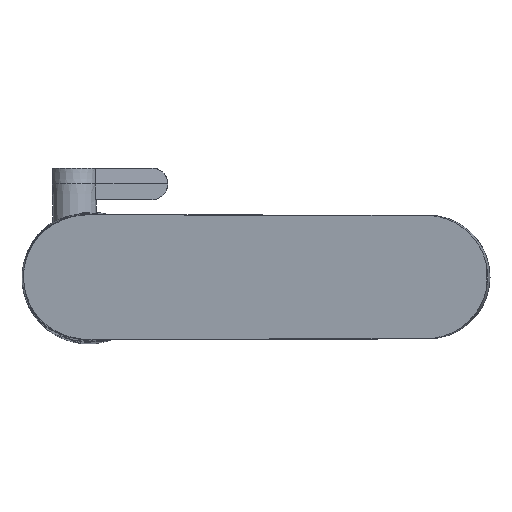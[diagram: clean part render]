
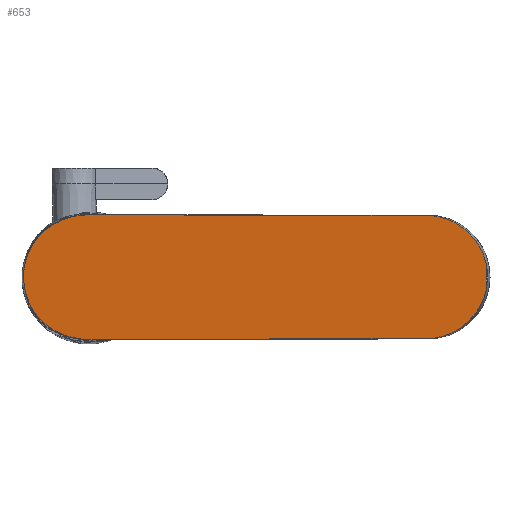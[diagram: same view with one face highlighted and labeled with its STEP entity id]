
A CAD part, top view. The second image highlights one B-rep face of the part: STEP entity #653.
In plain terms, the highlighted free-form (B-spline) face has degree [1, 1] with [2, 2] control points.
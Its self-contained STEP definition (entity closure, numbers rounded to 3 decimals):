
#79=B_SPLINE_SURFACE_WITH_KNOTS('',1,1,((#2153,#2154),(#2155,#2156)),
 .PLANE_SURF.,.F.,.F.,.F.,(2,2),(2,2),(0.005,0.999),
(0.011,0.99),.PIECEWISE_BEZIER_KNOTS.);
#189=ORIENTED_EDGE('',*,*,#325,.T.);
#190=ORIENTED_EDGE('',*,*,#292,.F.);
#191=ORIENTED_EDGE('',*,*,#315,.F.);
#192=ORIENTED_EDGE('',*,*,#318,.F.);
#193=ORIENTED_EDGE('',*,*,#324,.T.);
#194=ORIENTED_EDGE('',*,*,#346,.T.);
#195=ORIENTED_EDGE('',*,*,#347,.T.);
#196=ORIENTED_EDGE('',*,*,#348,.F.);
#197=ORIENTED_EDGE('',*,*,#349,.F.);
#292=EDGE_CURVE('',#392,#390,#462,.T.);
#315=EDGE_CURVE('',#409,#392,#483,.T.);
#318=EDGE_CURVE('',#410,#409,#486,.T.);
#324=EDGE_CURVE('',#410,#415,#492,.T.);
#325=EDGE_CURVE('',#416,#390,#493,.T.);
#346=EDGE_CURVE('',#415,#428,#511,.T.);
#347=EDGE_CURVE('',#428,#429,#512,.T.);
#348=EDGE_CURVE('',#430,#429,#513,.T.);
#349=EDGE_CURVE('',#416,#430,#514,.T.);
#390=VERTEX_POINT('',#913);
#392=VERTEX_POINT('',#933);
#409=VERTEX_POINT('',#1646);
#410=VERTEX_POINT('',#1682);
#415=VERTEX_POINT('',#1766);
#416=VERTEX_POINT('',#1799);
#428=VERTEX_POINT('',#2168);
#429=VERTEX_POINT('',#2173);
#430=VERTEX_POINT('',#2178);
#462=B_SPLINE_CURVE_WITH_KNOTS('',3,(#934,#935,#936,#937),.UNSPECIFIED.,
 .F.,.F.,(4,4),(-0.005,0.),.UNSPECIFIED.);
#483=B_SPLINE_CURVE_WITH_KNOTS('',3,(#1647,#1648,#1649,#1650,#1651,#1652,
#1653,#1654,#1655,#1656,#1657),.UNSPECIFIED.,.F.,.F.,(4,1,1,1,1,1,1,1,4),
(0.,0.004,0.008,0.011,
0.015,0.019,0.023,0.027,
0.031),.UNSPECIFIED.);
#486=B_SPLINE_CURVE_WITH_KNOTS('',3,(#1683,#1684,#1685,#1686),
 .UNSPECIFIED.,.F.,.F.,(4,4),(-0.001,0.12),
 .UNSPECIFIED.);
#492=B_SPLINE_CURVE_WITH_KNOTS('',3,(#1767,#1768,#1769,#1770,#1771,#1772,
#1773,#1774,#1775,#1776,#1777,#1778,#1779),.UNSPECIFIED.,.F.,.F.,(4,1,1,
1,1,1,1,1,1,1,4),(-0.001,0.004,0.006,
0.009,0.014,0.016,0.018,
0.023,0.028,0.033,0.037),
 .UNSPECIFIED.);
#493=B_SPLINE_CURVE_WITH_KNOTS('',3,(#1795,#1796,#1797,#1798),
 .UNSPECIFIED.,.F.,.F.,(4,4),(-0.005,0.),
 .UNSPECIFIED.);
#511=B_SPLINE_CURVE_WITH_KNOTS('',3,(#2157,#2158,#2159,#2160,#2161,#2162,
#2163,#2164,#2165,#2166,#2167),.UNSPECIFIED.,.F.,.F.,(4,1,1,1,1,1,1,1,4),
(0.081,0.086,0.091,0.096,
0.1,0.105,0.11,0.114,
0.119),.UNSPECIFIED.);
#512=B_SPLINE_CURVE_WITH_KNOTS('',3,(#2169,#2170,#2171,#2172),
 .UNSPECIFIED.,.F.,.F.,(4,4),(0.007,0.008),
 .UNSPECIFIED.);
#513=B_SPLINE_CURVE_WITH_KNOTS('',3,(#2174,#2175,#2176,#2177),
 .UNSPECIFIED.,.F.,.F.,(4,4),(0.,0.121),.UNSPECIFIED.);
#514=B_SPLINE_CURVE_WITH_KNOTS('',3,(#2179,#2180,#2181,#2182,#2183,#2184,
#2185,#2186,#2187,#2188,#2189),.UNSPECIFIED.,.F.,.F.,(4,1,1,1,1,1,1,1,4),
(0.,0.004,0.008,0.012,
0.015,0.019,0.023,0.027,
0.031),.UNSPECIFIED.);
#542=EDGE_LOOP('',(#189,#190,#191,#192,#193,#194,#195,#196,#197));
#592=FACE_BOUND('',#542,.T.);
#653=ADVANCED_FACE('',(#592),#79,.T.);
#913=CARTESIAN_POINT('',(144.436,0.,164.447));
#933=CARTESIAN_POINT('',(144.432,4.736,164.446));
#934=CARTESIAN_POINT('',(144.432,4.736,164.446));
#935=CARTESIAN_POINT('',(144.433,3.158,164.446));
#936=CARTESIAN_POINT('',(144.435,1.579,164.446));
#937=CARTESIAN_POINT('',(144.436,0.,164.447));
#1646=CARTESIAN_POINT('',(122.281,22.442,161.726));
#1647=CARTESIAN_POINT('',(122.281,22.442,161.726));
#1648=CARTESIAN_POINT('',(123.566,22.441,161.884));
#1649=CARTESIAN_POINT('',(126.095,22.229,162.195));
#1650=CARTESIAN_POINT('',(129.812,21.28,162.651));
#1651=CARTESIAN_POINT('',(133.322,19.717,163.082));
#1652=CARTESIAN_POINT('',(136.512,17.597,163.474));
#1653=CARTESIAN_POINT('',(139.321,14.952,163.818));
#1654=CARTESIAN_POINT('',(141.632,11.891,164.102));
#1655=CARTESIAN_POINT('',(143.403,8.442,164.32));
#1656=CARTESIAN_POINT('',(144.158,6.002,164.412));
#1657=CARTESIAN_POINT('',(144.432,4.736,164.446));
#1682=CARTESIAN_POINT('',(1.76,22.559,146.928));
#1683=CARTESIAN_POINT('',(1.76,22.559,146.928));
#1684=CARTESIAN_POINT('',(41.934,22.52,151.861));
#1685=CARTESIAN_POINT('',(82.107,22.481,156.793));
#1686=CARTESIAN_POINT('',(122.281,22.442,161.726));
#1766=CARTESIAN_POINT('',(-23.518,-0.001,143.824));
#1767=CARTESIAN_POINT('',(1.76,22.559,146.928));
#1768=CARTESIAN_POINT('',(0.168,22.677,146.733));
#1769=CARTESIAN_POINT('',(-2.212,22.614,146.44));
#1770=CARTESIAN_POINT('',(-5.31,22.085,146.06));
#1771=CARTESIAN_POINT('',(-8.392,21.254,145.682));
#1772=CARTESIAN_POINT('',(-11.298,20.006,145.325));
#1773=CARTESIAN_POINT('',(-13.99,18.353,144.994));
#1774=CARTESIAN_POINT('',(-16.537,16.398,144.682));
#1775=CARTESIAN_POINT('',(-19.215,13.524,144.353));
#1776=CARTESIAN_POINT('',(-21.671,9.357,144.051));
#1777=CARTESIAN_POINT('',(-23.178,4.813,143.866));
#1778=CARTESIAN_POINT('',(-23.527,1.609,143.823));
#1779=CARTESIAN_POINT('',(-23.518,-0.001,143.824));
#1795=CARTESIAN_POINT('',(144.432,-4.736,164.446));
#1796=CARTESIAN_POINT('',(144.433,-3.158,164.446));
#1797=CARTESIAN_POINT('',(144.435,-1.579,164.446));
#1798=CARTESIAN_POINT('',(144.436,0.,164.447));
#1799=CARTESIAN_POINT('',(144.432,-4.736,164.446));
#2153=CARTESIAN_POINT('',(-24.539,-22.966,143.699));
#2154=CARTESIAN_POINT('',(-24.539,22.996,143.699));
#2155=CARTESIAN_POINT('',(145.444,-22.966,164.57));
#2156=CARTESIAN_POINT('',(145.444,22.996,164.57));
#2157=CARTESIAN_POINT('',(-23.518,-0.001,143.824));
#2158=CARTESIAN_POINT('',(-23.527,-1.569,143.823));
#2159=CARTESIAN_POINT('',(-23.206,-4.653,143.863));
#2160=CARTESIAN_POINT('',(-21.748,-9.163,144.042));
#2161=CARTESIAN_POINT('',(-19.437,-13.209,144.325));
#2162=CARTESIAN_POINT('',(-16.284,-16.723,144.713));
#2163=CARTESIAN_POINT('',(-12.453,-19.449,145.183));
#2164=CARTESIAN_POINT('',(-8.23,-21.368,145.701));
#2165=CARTESIAN_POINT('',(-3.682,-22.494,146.26));
#2166=CARTESIAN_POINT('',(-0.596,-22.669,146.639));
#2167=CARTESIAN_POINT('',(0.961,-22.605,146.83));
#2168=CARTESIAN_POINT('',(0.961,-22.605,146.83));
#2169=CARTESIAN_POINT('',(0.961,-22.605,146.83));
#2170=CARTESIAN_POINT('',(1.227,-22.594,146.863));
#2171=CARTESIAN_POINT('',(1.493,-22.579,146.895));
#2172=CARTESIAN_POINT('',(1.76,-22.559,146.928));
#2173=CARTESIAN_POINT('',(1.76,-22.559,146.928));
#2174=CARTESIAN_POINT('',(122.281,-22.442,161.726));
#2175=CARTESIAN_POINT('',(82.107,-22.481,156.793));
#2176=CARTESIAN_POINT('',(41.934,-22.52,151.861));
#2177=CARTESIAN_POINT('',(1.76,-22.559,146.928));
#2178=CARTESIAN_POINT('',(122.281,-22.442,161.726));
#2179=CARTESIAN_POINT('',(144.432,-4.736,164.446));
#2180=CARTESIAN_POINT('',(144.159,-6.,164.412));
#2181=CARTESIAN_POINT('',(143.403,-8.444,164.32));
#2182=CARTESIAN_POINT('',(141.624,-11.903,164.101));
#2183=CARTESIAN_POINT('',(139.327,-14.946,163.819));
#2184=CARTESIAN_POINT('',(136.502,-17.604,163.472));
#2185=CARTESIAN_POINT('',(133.338,-19.708,163.084));
#2186=CARTESIAN_POINT('',(129.802,-21.283,162.65));
#2187=CARTESIAN_POINT('',(126.129,-22.223,162.199));
#2188=CARTESIAN_POINT('',(123.564,-22.441,161.884));
#2189=CARTESIAN_POINT('',(122.281,-22.442,161.726));
